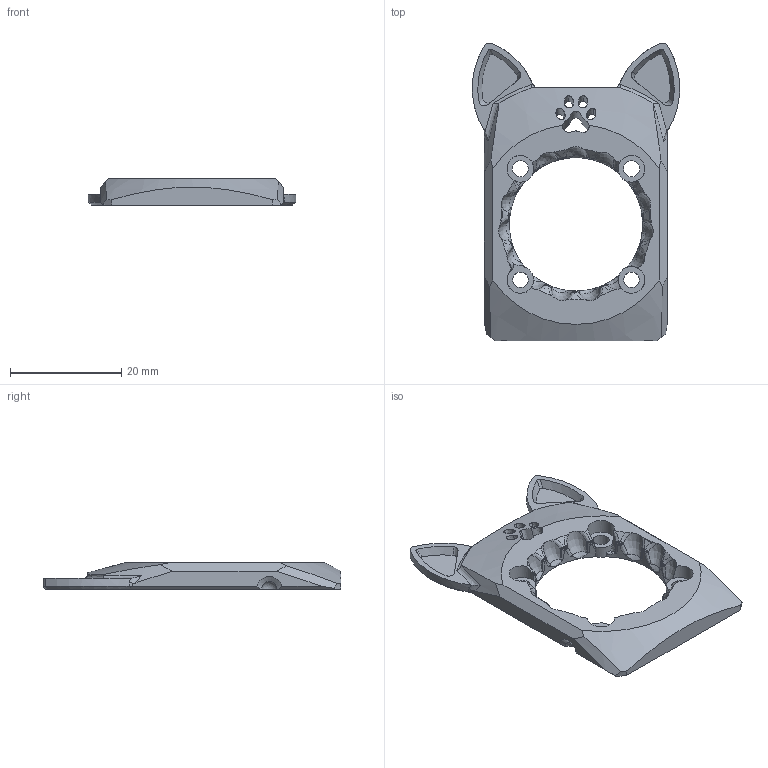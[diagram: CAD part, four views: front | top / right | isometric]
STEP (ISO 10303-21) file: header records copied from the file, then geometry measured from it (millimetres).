
FILE_DESCRIPTION(/* description */ (''),/* implementation_level */ '2;1');
FILE_NAME(/* name */ 'MeowXol Faceplate.step',/* time_stamp */ '2023-08-16T18:04:26-06:00',/* author */ (''),/* organization */ (''),/* preprocessor_version */ 'ST-DEVELOPER v20',/* originating_system */ 'Autodesk Translation Framework v12.9.0.99',/* authorisation */ '');
FILE_SCHEMA (('AUTOMOTIVE_DESIGN { 1 0 10303 214 3 1 1 }'));
Length unit declared in the file: millimetre
Products named in the file (3): MeowXol Faceplate; MeowXol Faceplate_1; MeowXol
Assembly tree (2 placements, depth 3):
  MeowXol Faceplate
    MeowXol Faceplate_1
      MeowXol
Bounding box: 37.28 x 53.6 x 4.73 mm (x, y, z)
Volume: 3790 mm3; surface area: 3442.2 mm2
Topology: 1 solids, 1 shells, 347 faces, 938 edges, 593 vertices
Faces by surface type: bspline 185, cylinder 45, cone 39, torus 28, sphere 27, plane 23
Full cylindrical faces by diameter (mm): 2.8 x2, 2.9 x2
Entity records: 23806 total; most frequent: CARTESIAN_POINT 16540, ORIENTED_EDGE 1874, DIRECTION 985, EDGE_CURVE 937, VERTEX_POINT 593, B_SPLINE_CURVE_WITH_KNOTS 519, AXIS2_PLACEMENT_3D 439, EDGE_LOOP 368
